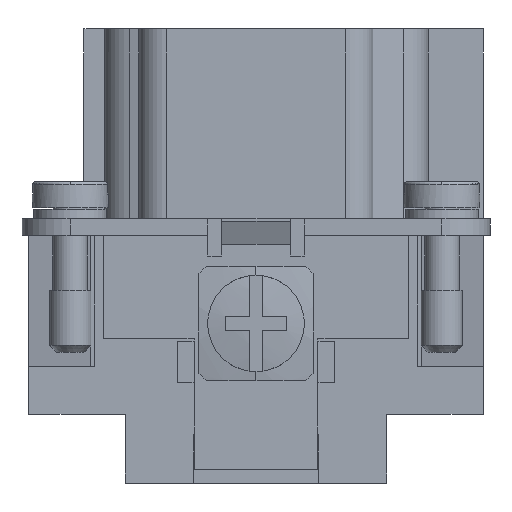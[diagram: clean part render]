
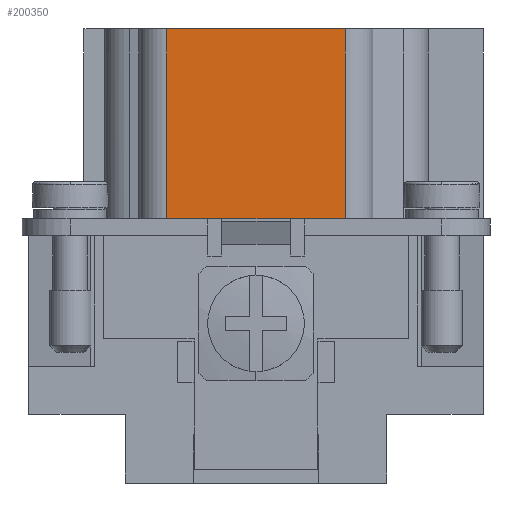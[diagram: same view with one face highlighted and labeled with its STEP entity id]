
A CAD part, left-side view. The second image highlights one B-rep face of the part: STEP entity #200350.
In plain terms, the highlighted planar face has unit normal (-1, 0, 0).
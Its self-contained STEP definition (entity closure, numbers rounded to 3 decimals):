
#158810=CARTESIAN_POINT('',(-24.5,-6.5,33.));
#158820=VERTEX_POINT('',#158810);
#158850=CARTESIAN_POINT('',(-24.5,-6.5,33.));
#158860=DIRECTION('',(0.,1.,0.));
#158870=VECTOR('',#158860,13.);
#158880=LINE('',#158850,#158870);
#158890=CARTESIAN_POINT('',(-24.5,6.5,33.));
#158900=VERTEX_POINT('',#158890);
#158910=EDGE_CURVE('',#158820,#158900,#158880,.T.);
#185660=CARTESIAN_POINT('',(-24.5,3.5,19.2));
#185670=VERTEX_POINT('',#185660);
#185700=CARTESIAN_POINT('',(-24.5,3.5,19.2));
#185710=DIRECTION('',(0.,-1.,0.));
#185720=VECTOR('',#185710,7.);
#185730=LINE('',#185700,#185720);
#185740=CARTESIAN_POINT('',(-24.5,-3.5,19.2));
#185750=VERTEX_POINT('',#185740);
#185760=EDGE_CURVE('',#185670,#185750,#185730,.T.);
#199840=CARTESIAN_POINT('',(-24.5,-6.5,19.2));
#199850=VERTEX_POINT('',#199840);
#199880=CARTESIAN_POINT('',(-24.5,-6.5,19.2));
#199890=DIRECTION('',(0.,0.,1.));
#199900=VECTOR('',#199890,13.8);
#199910=LINE('',#199880,#199900);
#199920=EDGE_CURVE('',#199850,#158820,#199910,.T.);
#200050=CARTESIAN_POINT('',(-24.5,-6.5,19.2));
#200060=DIRECTION('',(-1.,0.,0.));
#200070=DIRECTION('',(0.,0.,1.));
#200080=AXIS2_PLACEMENT_3D('',#200050,#200060,#200070);
#200090=PLANE('',#200080);
#200100=ORIENTED_EDGE('',*,*,#199920,.T.);
#200110=CARTESIAN_POINT('',(-24.5,-6.5,19.2));
#200120=DIRECTION('',(0.,1.,0.));
#200130=VECTOR('',#200120,3.);
#200140=LINE('',#200110,#200130);
#200150=EDGE_CURVE('',#199850,#185750,#200140,.T.);
#200160=ORIENTED_EDGE('',*,*,#200150,.F.);
#200170=ORIENTED_EDGE('',*,*,#185760,.T.);
#200180=CARTESIAN_POINT('',(-24.5,3.5,19.2));
#200190=DIRECTION('',(0.,1.,0.));
#200200=VECTOR('',#200190,3.);
#200210=LINE('',#200180,#200200);
#200220=CARTESIAN_POINT('',(-24.5,6.5,19.2));
#200230=VERTEX_POINT('',#200220);
#200240=EDGE_CURVE('',#185670,#200230,#200210,.T.);
#200250=ORIENTED_EDGE('',*,*,#200240,.F.);
#200260=CARTESIAN_POINT('',(-24.5,6.5,19.2));
#200270=DIRECTION('',(0.,0.,1.));
#200280=VECTOR('',#200270,13.8);
#200290=LINE('',#200260,#200280);
#200300=EDGE_CURVE('',#200230,#158900,#200290,.T.);
#200310=ORIENTED_EDGE('',*,*,#200300,.F.);
#200320=ORIENTED_EDGE('',*,*,#158910,.T.);
#200330=EDGE_LOOP('',(#200320,#200310,#200250,#200170,#200160,#200100));
#200340=FACE_OUTER_BOUND('',#200330,.T.);
#200350=ADVANCED_FACE('',(#200340),#200090,.T.);
